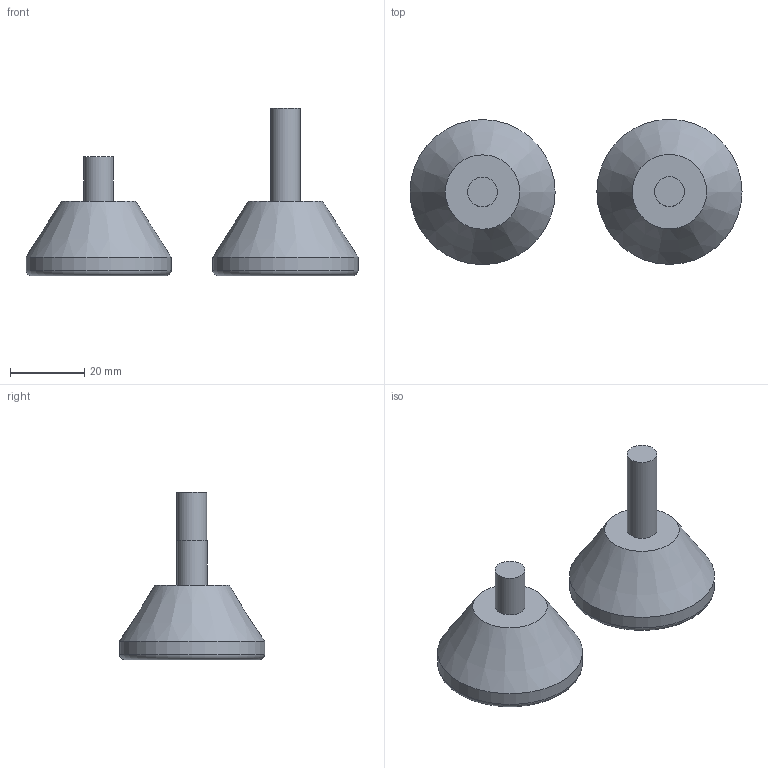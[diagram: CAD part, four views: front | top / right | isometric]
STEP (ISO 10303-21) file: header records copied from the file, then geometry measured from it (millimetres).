
FILE_DESCRIPTION(/* description */ (''),/* implementation_level */ '2;1');
FILE_NAME(/* name */ 'PRM8-3_M.stp',/* time_stamp */ '2023-05-05T16:29:28+09:00',/* author */ ('user'),/* organization */ (''),/* preprocessor_version */ 'ST-DEVELOPER v15.6',/* originating_system */ 'Autodesk Inventor 2015',/* authorisation */ '');
FILE_SCHEMA (('AUTOMOTIVE_DESIGN { 1 0 10303 214 3 1 1 }'));
Length unit declared in the file: millimetre
Products named in the file (3): DR_PRM8-3-12; DR_PRM8-3-25; PRM8-3_M
Bounding box: 89.23 x 39.09 x 45 mm (x, y, z)
Volume: 33473.4 mm3; surface area: 8552.7 mm2
Topology: 2 solids, 2 shells, 30 faces, 54 edges, 36 vertices
Faces by surface type: plane 12, torus 12, cylinder 4, cone 2
Full cylindrical faces by diameter (mm): 8 x2, 39 x2
Entity records: 649 total; most frequent: DIRECTION 126, CARTESIAN_POINT 91, AXIS2_PLACEMENT_3D 63, EDGE_LOOP 56, ORIENTED_EDGE 56, FACE_OUTER_BOUND 30, ADVANCED_FACE 30, CIRCLE 28
